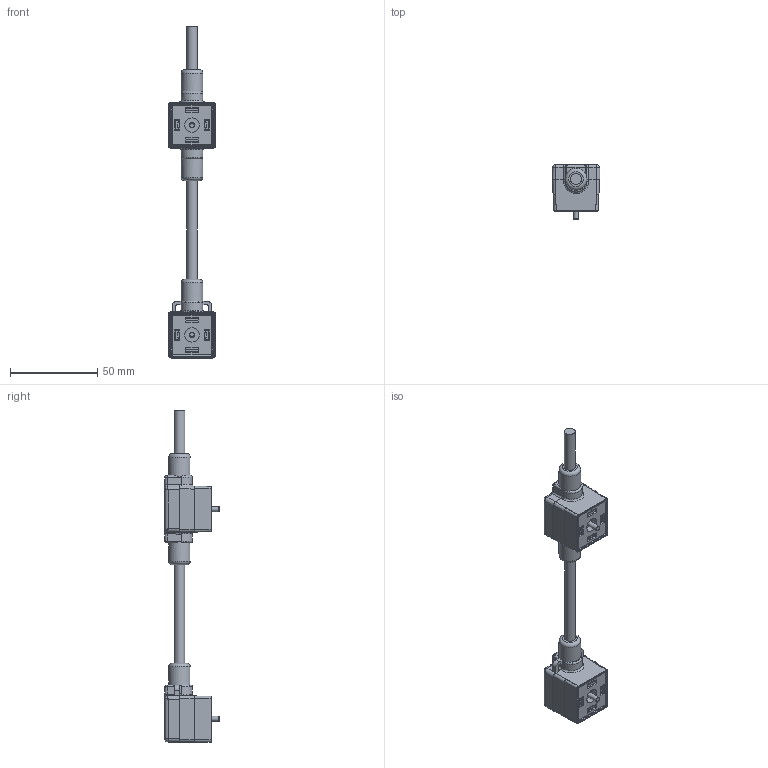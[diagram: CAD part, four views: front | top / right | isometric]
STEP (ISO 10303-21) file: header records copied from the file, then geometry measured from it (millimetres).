
FILE_DESCRIPTION(/* description */ (''),/* implementation_level */ '2;1');
FILE_NAME(/* name */ 'VA22-24_3-m-DA22-24_3-m_S.stp',/* time_stamp */ '2016-07-18T14:02:38+02:00',/* author */ (''),/* organization */ (''),/* preprocessor_version */ 'ST-DEVELOPER v16',/* originating_system */ 'SIEMENS PLM Software NX 10.0',/* authorisation */ '');
FILE_SCHEMA (('AUTOMOTIVE_DESIGN { 1 0 10303 214 3 1 1 1 }'));
Length unit declared in the file: millimetre
Products named in the file (1): v.sh3CC83C9Ai958
Bounding box: 27.4 x 31.2 x 190 mm (x, y, z)
Volume: 45384.2 mm3; surface area: 13038.1 mm2
Topology: 1 solids, 2 shells, 451 faces, 1153 edges, 717 vertices
Faces by surface type: plane 241, cylinder 145, bspline 49, torus 6, sphere 6, cone 4
Full cylindrical faces by diameter (mm): 2.9 x2, 4.4 x1, 6 x3, 6.2 x1, 8.2 x2, 12.4 x3
Entity records: 17165 total; most frequent: CARTESIAN_POINT 6390, DIRECTION 2258, ORIENTED_EDGE 2206, EDGE_CURVE 1103, AXIS2_PLACEMENT_3D 776, VERTEX_POINT 706, LINE 706, VECTOR 706
